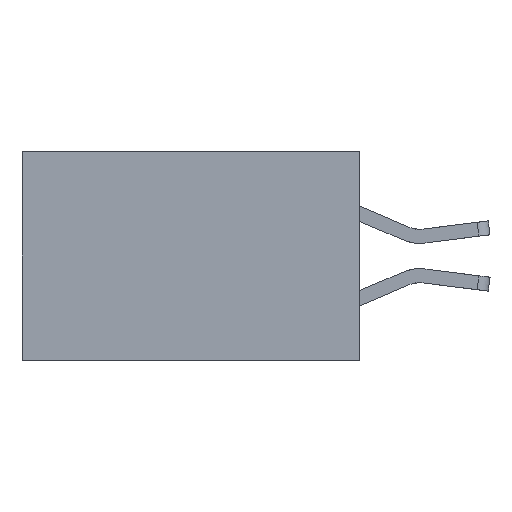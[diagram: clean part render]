
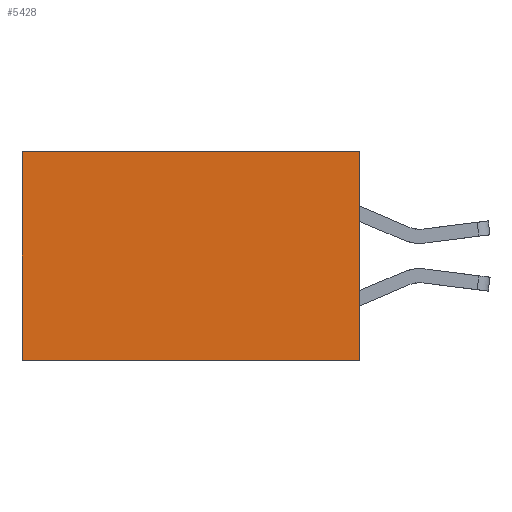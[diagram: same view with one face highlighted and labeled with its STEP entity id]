
A CAD part, left-side view. The second image highlights one B-rep face of the part: STEP entity #5428.
In plain terms, the highlighted planar face has unit normal (-1, 0, 0).
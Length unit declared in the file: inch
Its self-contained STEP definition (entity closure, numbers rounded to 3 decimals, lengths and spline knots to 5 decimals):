
#909 = VECTOR ( 'NONE', #14615, 39.37008 ) ;
#1061 = CARTESIAN_POINT ( 'NONE',  ( 0.2875, 0., -0.37 ) ) ;
#1354 = EDGE_CURVE ( 'NONE', #16314, #14523, #16691, .T. ) ;
#1778 = EDGE_CURVE ( 'NONE', #16314, #4908, #14434, .T. ) ;
#1915 = DIRECTION ( 'NONE',  ( 1., 0., 0. ) ) ;
#2092 = CARTESIAN_POINT ( 'NONE',  ( 0.2875, 0., 0. ) ) ;
#2390 = ORIENTED_EDGE ( 'NONE', *, *, #14275, .F. ) ;
#2593 = PLANE ( 'NONE',  #8217 ) ;
#2705 = DIRECTION ( 'NONE',  ( 0., 0., -1. ) ) ;
#3033 = DIRECTION ( 'NONE',  ( 0., 0., -1. ) ) ;
#3131 = CARTESIAN_POINT ( 'NONE',  ( 0.2875, 0., 0. ) ) ;
#3265 = DIRECTION ( 'NONE',  ( 0., 1., 0. ) ) ;
#4398 = CARTESIAN_POINT ( 'NONE',  ( 0.2875, 0.6, 0. ) ) ;
#4439 = ORIENTED_EDGE ( 'NONE', *, *, #1354, .F. ) ;
#4440 = EDGE_LOOP ( 'NONE', ( #5239, #2390, #4439, #17408 ) ) ;
#4908 = VERTEX_POINT ( 'NONE', #12511 ) ;
#4987 = LINE ( 'NONE', #1061, #909 ) ;
#5239 = ORIENTED_EDGE ( 'NONE', *, *, #11191, .T. ) ;
#5428 = ADVANCED_FACE ( 'NONE', ( #12446 ), #2593, .F. ) ;
#7242 = VECTOR ( 'NONE', #3265, 39.37008 ) ;
#8197 = VECTOR ( 'NONE', #15170, 39.37008 ) ;
#8217 = AXIS2_PLACEMENT_3D ( 'NONE', #8477, #1915, #2705 ) ;
#8348 = CARTESIAN_POINT ( 'NONE',  ( 0.2875, 0., -0.37 ) ) ;
#8477 = CARTESIAN_POINT ( 'NONE',  ( 0.2875, 0., 0. ) ) ;
#9604 = VECTOR ( 'NONE', #3033, 39.37008 ) ;
#11191 = EDGE_CURVE ( 'NONE', #4908, #15984, #14943, .T. ) ;
#12446 = FACE_OUTER_BOUND ( 'NONE', #4440, .T. ) ;
#12511 = CARTESIAN_POINT ( 'NONE',  ( 0.2875, 0.6, 0. ) ) ;
#12976 = CARTESIAN_POINT ( 'NONE',  ( 0.2875, 0., 0. ) ) ;
#13445 = CARTESIAN_POINT ( 'NONE',  ( 0.2875, 0.6, -0.37 ) ) ;
#14275 = EDGE_CURVE ( 'NONE', #14523, #15984, #4987, .T. ) ;
#14434 = LINE ( 'NONE', #3131, #7242 ) ;
#14523 = VERTEX_POINT ( 'NONE', #8348 ) ;
#14615 = DIRECTION ( 'NONE',  ( 0., 1., 0. ) ) ;
#14943 = LINE ( 'NONE', #4398, #8197 ) ;
#15170 = DIRECTION ( 'NONE',  ( 0., 0., -1. ) ) ;
#15984 = VERTEX_POINT ( 'NONE', #13445 ) ;
#16314 = VERTEX_POINT ( 'NONE', #12976 ) ;
#16691 = LINE ( 'NONE', #2092, #9604 ) ;
#17408 = ORIENTED_EDGE ( 'NONE', *, *, #1778, .T. ) ;
